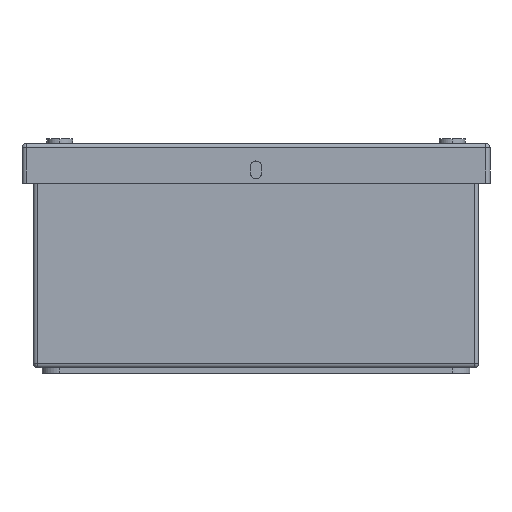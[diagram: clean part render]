
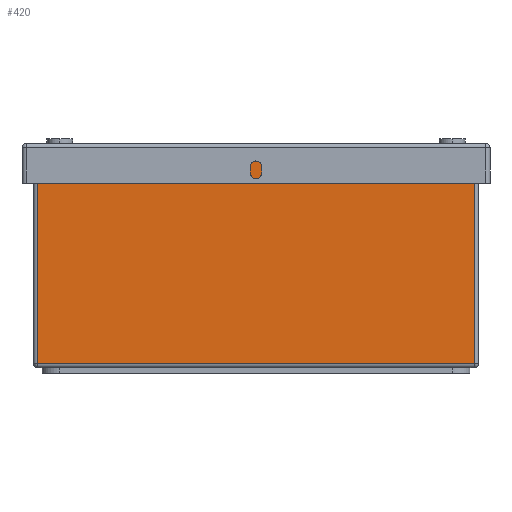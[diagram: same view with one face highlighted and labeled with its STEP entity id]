
A CAD part, left-side view. The second image highlights one B-rep face of the part: STEP entity #420.
In plain terms, the highlighted planar face has unit normal (-1, 0, 0).
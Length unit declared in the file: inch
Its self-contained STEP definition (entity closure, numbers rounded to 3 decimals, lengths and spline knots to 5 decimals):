
#189 = DIRECTION ( 'NONE',  ( 0., 1., 0. ) ) ;
#206 = VERTEX_POINT ( 'NONE', #14661 ) ;
#420 = ADVANCED_FACE ( 'NONE', ( #8887 ), #13699, .F. ) ;
#2234 = ORIENTED_EDGE ( 'NONE', *, *, #8944, .T. ) ;
#2507 = CARTESIAN_POINT ( 'NONE',  ( 0., 6.19, 3. ) ) ;
#2686 = CARTESIAN_POINT ( 'NONE',  ( 0., 6.19, 3. ) ) ;
#2823 = LINE ( 'NONE', #15046, #3213 ) ;
#3213 = VECTOR ( 'NONE', #7562, 39.37008 ) ;
#3296 = CARTESIAN_POINT ( 'NONE',  ( 0., 6.19, 2.94 ) ) ;
#3306 = VECTOR ( 'NONE', #7414, 39.37008 ) ;
#3416 = VERTEX_POINT ( 'NONE', #4686 ) ;
#3437 = VERTEX_POINT ( 'NONE', #8310 ) ;
#3951 = EDGE_CURVE ( 'NONE', #206, #8424, #2823, .T. ) ;
#4326 = LINE ( 'NONE', #11404, #11112 ) ;
#4686 = CARTESIAN_POINT ( 'NONE',  ( 0., 6.19, 2.94 ) ) ;
#6836 = EDGE_CURVE ( 'NONE', #3416, #3437, #13522, .T. ) ;
#7414 = DIRECTION ( 'NONE',  ( 0., 0., -1. ) ) ;
#7562 = DIRECTION ( 'NONE',  ( 0., 0., -1. ) ) ;
#8278 = ORIENTED_EDGE ( 'NONE', *, *, #9969, .T. ) ;
#8310 = CARTESIAN_POINT ( 'NONE',  ( 0., 6.19, 0.06 ) ) ;
#8424 = VERTEX_POINT ( 'NONE', #12391 ) ;
#8887 = FACE_OUTER_BOUND ( 'NONE', #14427, .T. ) ;
#8944 = EDGE_CURVE ( 'NONE', #3437, #8424, #4326, .T. ) ;
#9066 = AXIS2_PLACEMENT_3D ( 'NONE', #2686, #12421, #189 ) ;
#9231 = DIRECTION ( 'NONE',  ( 0., -1., 0. ) ) ;
#9969 = EDGE_CURVE ( 'NONE', #206, #3416, #12218, .T. ) ;
#10268 = VECTOR ( 'NONE', #12057, 39.37008 ) ;
#11112 = VECTOR ( 'NONE', #9231, 39.37008 ) ;
#11404 = CARTESIAN_POINT ( 'NONE',  ( 0., 6.19, 0.06 ) ) ;
#12057 = DIRECTION ( 'NONE',  ( 0., 1., 0. ) ) ;
#12218 = LINE ( 'NONE', #3296, #10268 ) ;
#12391 = CARTESIAN_POINT ( 'NONE',  ( 0., 0.06, 0.06 ) ) ;
#12421 = DIRECTION ( 'NONE',  ( 1., 0., 0. ) ) ;
#13522 = LINE ( 'NONE', #2507, #3306 ) ;
#13554 = ORIENTED_EDGE ( 'NONE', *, *, #3951, .F. ) ;
#13664 = ORIENTED_EDGE ( 'NONE', *, *, #6836, .T. ) ;
#13699 = PLANE ( 'NONE',  #9066 ) ;
#14427 = EDGE_LOOP ( 'NONE', ( #13554, #8278, #13664, #2234 ) ) ;
#14661 = CARTESIAN_POINT ( 'NONE',  ( 0., 0.06, 2.94 ) ) ;
#15046 = CARTESIAN_POINT ( 'NONE',  ( 0., 0.06, 3. ) ) ;
